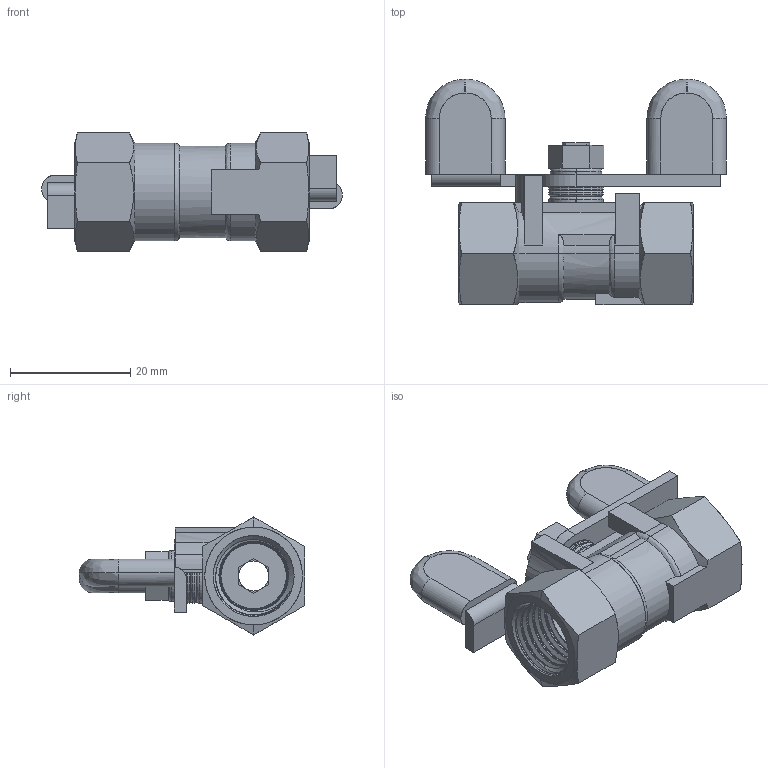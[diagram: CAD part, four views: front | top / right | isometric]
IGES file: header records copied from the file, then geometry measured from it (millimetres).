
Start section: SolidWorks IGES file using analytic representation for surfaces
Global section: file name: SBRW_8A.IGS; native system: SolidWorks 2017; preprocessor: SolidWorks 2017; author: D1712-001!; date: 200518.181723; units: millimetre
Bounding box: 50 x 37.5 x 19.63 mm (x, y, z)
Surface area: 6346.6 mm2 (no closed solid volume)
Topology: 0 solids, 0 shells, 214 faces, 4039 edges, 4039 vertices
Faces by surface type: bspline 132, revolution 82
